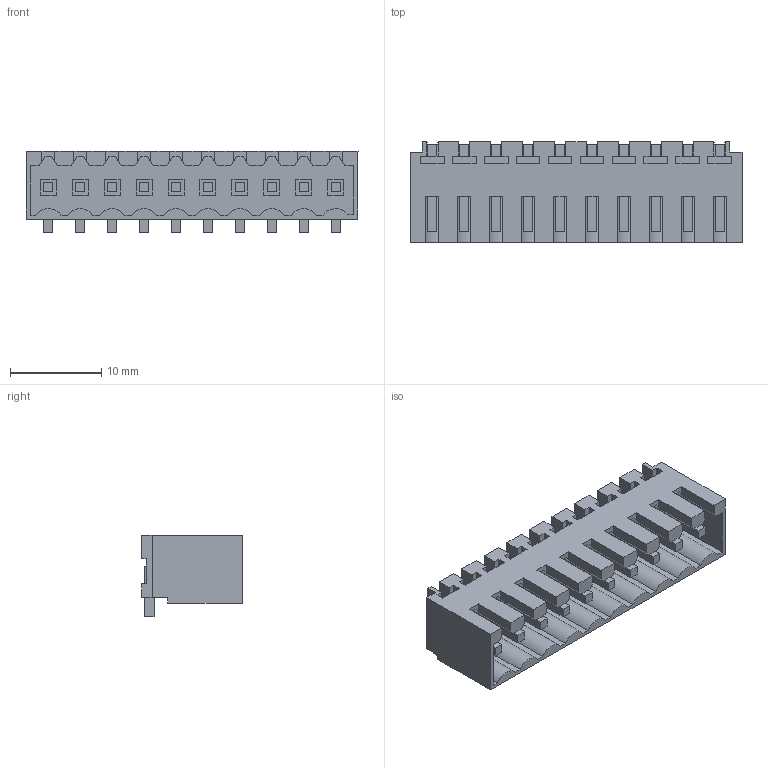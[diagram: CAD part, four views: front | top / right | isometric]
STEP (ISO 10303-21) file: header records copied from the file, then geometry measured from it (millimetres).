
FILE_DESCRIPTION(('CATIA V5 STEP Exchange','CAx-IF Rec.Pracs.--- Model Styling and Organization---1.2---2011-12-15'),'2;1');
FILE_NAME ('D1455623_0_1761622001_1761622001.stp','2018-03-10T13:27:09+00:00',('none'),('Weidmueller'),'CATIA Version 5-6 Release 2014','CATIA V5 STEP AP214','none');
FILE_SCHEMA(('AUTOMOTIVE_DESIGN { 1 0 10303 214 1 1 1 1 }'));
Length unit declared in the file: millimetre
Products named in the file (1): 1761622001
Bounding box: 36.4 x 11.05 x 8.95 mm (x, y, z)
Volume: 1216 mm3; surface area: 3367.8 mm2
Topology: 11 solids, 11 shells, 562 faces, 1651 edges, 1121 vertices
Faces by surface type: plane 552, cylinder 10
Entity records: 17684 total; most frequent: ORIENTED_EDGE 3302, CARTESIAN_POINT 3091, DIRECTION 2287, EDGE_CURVE 1651, VECTOR 1631, LINE 1631, VERTEX_POINT 1121, EDGE_LOOP 592
